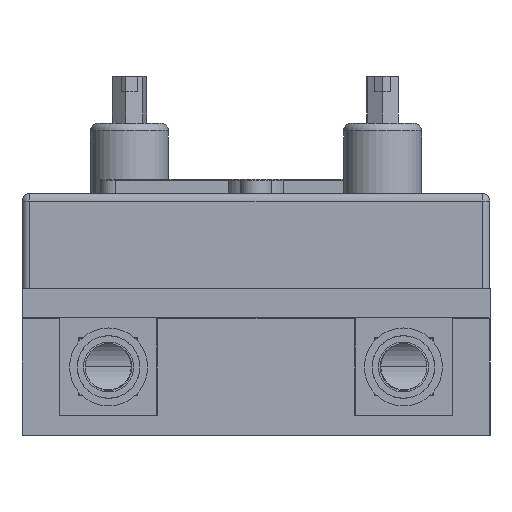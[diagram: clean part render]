
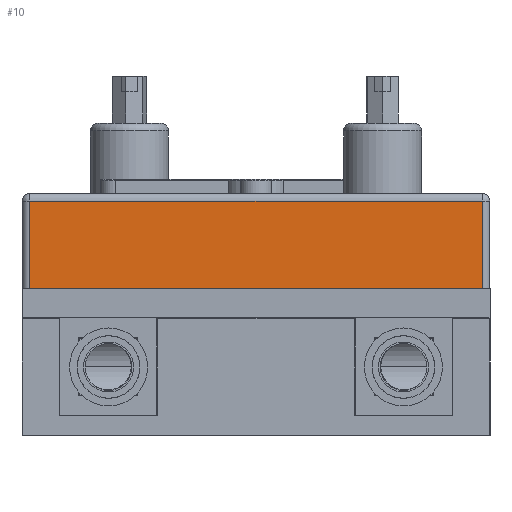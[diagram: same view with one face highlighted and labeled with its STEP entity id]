
A CAD part, left-side view. The second image highlights one B-rep face of the part: STEP entity #10.
In plain terms, the highlighted planar face has unit normal (-1, 0, 0).
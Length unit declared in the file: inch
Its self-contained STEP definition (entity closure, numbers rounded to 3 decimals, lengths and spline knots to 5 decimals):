
#10 = ADVANCED_FACE ( 'NONE', ( #3969 ), #9692, .F. ) ;
#100 = CARTESIAN_POINT ( 'NONE',  ( -1.5, 0., 1.5 ) ) ;
#316 = CARTESIAN_POINT ( 'NONE',  ( -1.5, 0.61, 1.5 ) ) ;
#541 = CARTESIAN_POINT ( 'NONE',  ( -1.5, 0.61, 1.45 ) ) ;
#649 = DIRECTION ( 'NONE',  ( 0., -1., 0. ) ) ;
#681 = CARTESIAN_POINT ( 'NONE',  ( -1.5, 0., 1.45 ) ) ;
#831 = EDGE_CURVE ( 'NONE', #7985, #9262, #6688, .T. ) ;
#840 = LINE ( 'NONE', #541, #1730 ) ;
#1262 = EDGE_LOOP ( 'NONE', ( #6716, #4727, #8939, #5759 ) ) ;
#1361 = VERTEX_POINT ( 'NONE', #8612 ) ;
#1730 = VECTOR ( 'NONE', #7151, 39.37008 ) ;
#2221 = DIRECTION ( 'NONE',  ( 0., 0., -1. ) ) ;
#3969 = FACE_OUTER_BOUND ( 'NONE', #1262, .T. ) ;
#3971 = CARTESIAN_POINT ( 'NONE',  ( -1.5, 0.56, -1.45 ) ) ;
#4727 = ORIENTED_EDGE ( 'NONE', *, *, #831, .T. ) ;
#5096 = LINE ( 'NONE', #100, #6409 ) ;
#5759 = ORIENTED_EDGE ( 'NONE', *, *, #9030, .T. ) ;
#5833 = DIRECTION ( 'NONE',  ( 0., 0., 1. ) ) ;
#6044 = LINE ( 'NONE', #8247, #7261 ) ;
#6137 = EDGE_CURVE ( 'NONE', #1361, #7985, #6044, .T. ) ;
#6409 = VECTOR ( 'NONE', #5833, 39.37008 ) ;
#6537 = VECTOR ( 'NONE', #649, 39.37008 ) ;
#6688 = LINE ( 'NONE', #7322, #6537 ) ;
#6716 = ORIENTED_EDGE ( 'NONE', *, *, #6137, .T. ) ;
#7151 = DIRECTION ( 'NONE',  ( 0., 1., 0. ) ) ;
#7261 = VECTOR ( 'NONE', #11912, 39.37008 ) ;
#7322 = CARTESIAN_POINT ( 'NONE',  ( -1.5, 0.61, -1.45 ) ) ;
#7872 = DIRECTION ( 'NONE',  ( 1., 0., 0. ) ) ;
#7985 = VERTEX_POINT ( 'NONE', #3971 ) ;
#8200 = AXIS2_PLACEMENT_3D ( 'NONE', #316, #7872, #2221 ) ;
#8247 = CARTESIAN_POINT ( 'NONE',  ( -1.5, 0.56, 1.5 ) ) ;
#8521 = VERTEX_POINT ( 'NONE', #681 ) ;
#8612 = CARTESIAN_POINT ( 'NONE',  ( -1.5, 0.56, 1.45 ) ) ;
#8939 = ORIENTED_EDGE ( 'NONE', *, *, #9908, .T. ) ;
#9030 = EDGE_CURVE ( 'NONE', #8521, #1361, #840, .T. ) ;
#9262 = VERTEX_POINT ( 'NONE', #11983 ) ;
#9692 = PLANE ( 'NONE',  #8200 ) ;
#9908 = EDGE_CURVE ( 'NONE', #9262, #8521, #5096, .T. ) ;
#11912 = DIRECTION ( 'NONE',  ( 0., 0., -1. ) ) ;
#11983 = CARTESIAN_POINT ( 'NONE',  ( -1.5, 0., -1.45 ) ) ;
